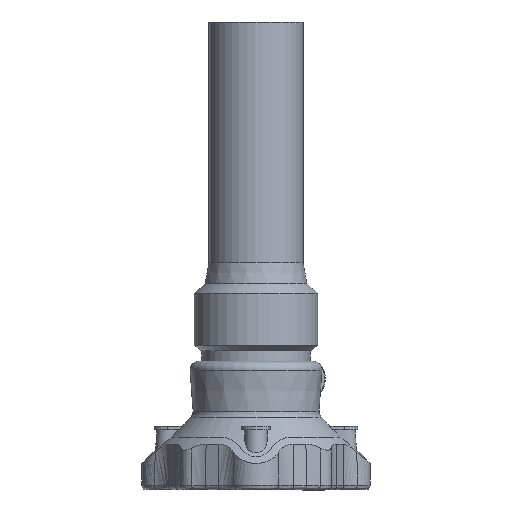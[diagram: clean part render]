
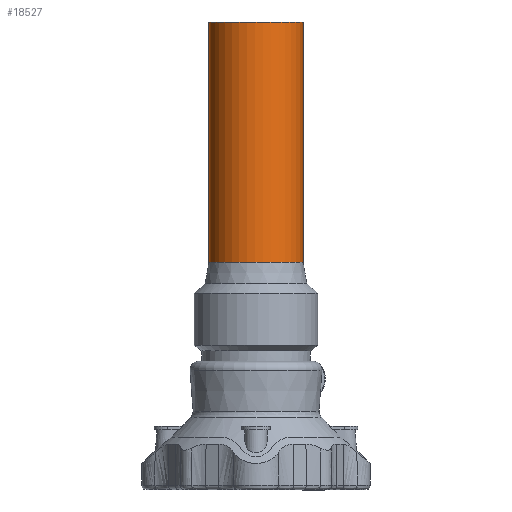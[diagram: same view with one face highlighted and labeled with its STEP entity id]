
A CAD part, front view. The second image highlights one B-rep face of the part: STEP entity #18527.
In plain terms, the highlighted cylindrical face has radius 55 mm (diameter 110 mm), a full revolution.
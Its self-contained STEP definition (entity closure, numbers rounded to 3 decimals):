
#138 = CARTESIAN_POINT ( 'NONE',  ( -10.617, 13.102, 125.709 ) ) ;
#139 = DIRECTION ( 'NONE',  ( 0., 0., -1. ) ) ;
#140 = DIRECTION ( 'NONE',  ( -1., 0.022, 0. ) ) ;
#146 = CARTESIAN_POINT ( 'NONE',  ( -10.617, 13.102, 406.599 ) ) ;
#147 = DIRECTION ( 'NONE',  ( 0., 0., -1. ) ) ;
#148 = DIRECTION ( 'NONE',  ( -1., 0.022, 0. ) ) ;
#6821 = EDGE_LOOP ( 'NONE', ( #7246 ) ) ;
#6822 = EDGE_LOOP ( 'NONE', ( #7245 ) ) ;
#7245 = ORIENTED_EDGE ( 'NONE', *, *, #7836, .F. ) ;
#7246 = ORIENTED_EDGE ( 'NONE', *, *, #7838, .T. ) ;
#7836 = EDGE_CURVE ( 'NONE', #9809, #9809, #9164, .T. ) ;
#7838 = EDGE_CURVE ( 'NONE', #9811, #9811, #9170, .T. ) ;
#9164 = CIRCLE ( 'NONE', #15514, 55. ) ;
#9170 = CIRCLE ( 'NONE', #15516, 55. ) ;
#9747 = FACE_OUTER_BOUND ( 'NONE', #6822, .T. ) ;
#9757 = FACE_OUTER_BOUND ( 'NONE', #6821, .T. ) ;
#9759 = CYLINDRICAL_SURFACE ( 'NONE', #16920, 55. ) ;
#9809 = VERTEX_POINT ( 'NONE', #20146 ) ;
#9811 = VERTEX_POINT ( 'NONE', #20148 ) ;
#15514 = AXIS2_PLACEMENT_3D ( 'NONE', #138, #139, #140 ) ;
#15516 = AXIS2_PLACEMENT_3D ( 'NONE', #146, #147, #148 ) ;
#16920 = AXIS2_PLACEMENT_3D ( 'NONE', #18109, #18104, #18106 ) ;
#18104 = DIRECTION ( 'NONE',  ( 0., 0., -1. ) ) ;
#18106 = DIRECTION ( 'NONE',  ( -1., 0.022, 0. ) ) ;
#18109 = CARTESIAN_POINT ( 'NONE',  ( -10.617, 13.102, 32.786 ) ) ;
#18527 = ADVANCED_FACE ( 'NONE', ( #9747, #9757 ), #9759, .T. ) ;
#20146 = CARTESIAN_POINT ( 'NONE',  ( -65.604, 14.302, 125.709 ) ) ;
#20148 = CARTESIAN_POINT ( 'NONE',  ( -65.604, 14.302, 406.599 ) ) ;
